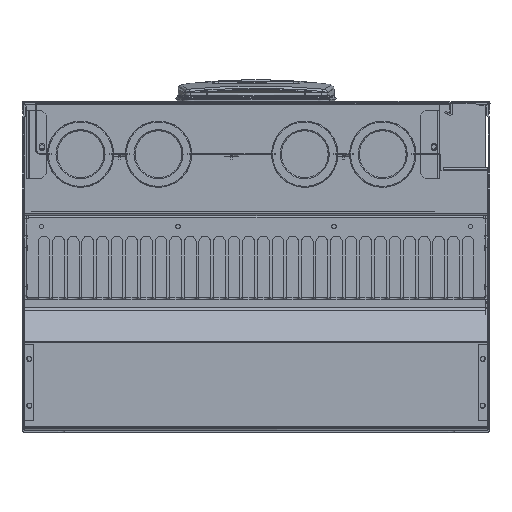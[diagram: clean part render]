
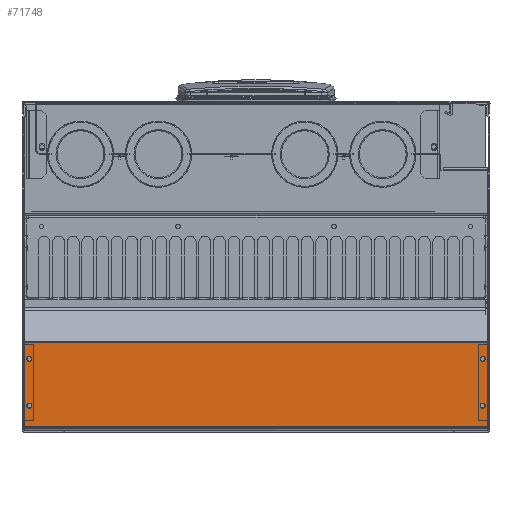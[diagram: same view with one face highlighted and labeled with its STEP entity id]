
A CAD part, front view. The second image highlights one B-rep face of the part: STEP entity #71748.
In plain terms, the highlighted planar face has unit normal (0, -1, 0).
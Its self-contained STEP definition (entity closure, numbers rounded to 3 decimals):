
#8641=DIRECTION('',(0.,0.,1.));
#8642=VECTOR('',#8641,86.531);
#8643=CARTESIAN_POINT('',(215.069,-784.4,
-150.63));
#8644=LINE('',#8643,#8642);
#8980=DIRECTION('',(0.,0.,-1.));
#8981=VECTOR('',#8980,86.531);
#8982=CARTESIAN_POINT('',(-260.547,-784.4,
-64.099));
#8983=LINE('',#8982,#8981);
#28263=CARTESIAN_POINT('',(209.77,-784.4,
-81.));
#28264=DIRECTION('',(0.,-1.,0.));
#28265=DIRECTION('',(0.,0.,1.));
#28266=AXIS2_PLACEMENT_3D('',#28263,#28264,#28265);
#28271=CARTESIAN_POINT('',(209.77,-784.4,
-81.));
#28272=DIRECTION('',(0.,-1.,0.));
#28273=DIRECTION('',(-1.,0.,0.));
#28274=AXIS2_PLACEMENT_3D('',#28271,#28272,#28273);
#28279=CARTESIAN_POINT('',(209.77,-784.4,
-81.));
#28280=DIRECTION('',(0.,-1.,0.));
#28281=DIRECTION('',(0.,0.,-1.));
#28282=AXIS2_PLACEMENT_3D('',#28279,#28280,#28281);
#28287=CARTESIAN_POINT('',(209.77,-784.4,
-81.));
#28288=DIRECTION('',(0.,-1.,0.));
#28289=DIRECTION('',(1.,0.,0.));
#28290=AXIS2_PLACEMENT_3D('',#28287,#28288,#28289);
#28295=CARTESIAN_POINT('',(-255.23,-784.4,
-81.));
#28296=DIRECTION('',(0.,-1.,0.));
#28297=DIRECTION('',(0.,0.,1.));
#28298=AXIS2_PLACEMENT_3D('',#28295,#28296,#28297);
#28303=CARTESIAN_POINT('',(-255.23,-784.4,
-81.));
#28304=DIRECTION('',(0.,-1.,0.));
#28305=DIRECTION('',(-1.,0.,0.));
#28306=AXIS2_PLACEMENT_3D('',#28303,#28304,#28305);
#28311=CARTESIAN_POINT('',(-255.23,-784.4,
-81.));
#28312=DIRECTION('',(0.,-1.,0.));
#28313=DIRECTION('',(0.,0.,-1.));
#28314=AXIS2_PLACEMENT_3D('',#28311,#28312,#28313);
#28319=CARTESIAN_POINT('',(-255.23,-784.4,
-81.));
#28320=DIRECTION('',(0.,-1.,0.));
#28321=DIRECTION('',(1.,0.,0.));
#28322=AXIS2_PLACEMENT_3D('',#28319,#28320,#28321);
#28327=CARTESIAN_POINT('',(-255.23,-784.4,
-129.));
#28328=DIRECTION('',(0.,-1.,0.));
#28329=DIRECTION('',(0.,0.,1.));
#28330=AXIS2_PLACEMENT_3D('',#28327,#28328,#28329);
#28335=CARTESIAN_POINT('',(-255.23,-784.4,
-129.));
#28336=DIRECTION('',(0.,-1.,0.));
#28337=DIRECTION('',(-1.,0.,0.));
#28338=AXIS2_PLACEMENT_3D('',#28335,#28336,#28337);
#28343=CARTESIAN_POINT('',(-255.23,-784.4,
-129.));
#28344=DIRECTION('',(0.,-1.,0.));
#28345=DIRECTION('',(0.,0.,-1.));
#28346=AXIS2_PLACEMENT_3D('',#28343,#28344,#28345);
#28351=CARTESIAN_POINT('',(-255.23,-784.4,
-129.));
#28352=DIRECTION('',(0.,-1.,0.));
#28353=DIRECTION('',(1.,0.,0.));
#28354=AXIS2_PLACEMENT_3D('',#28351,#28352,#28353);
#28359=CARTESIAN_POINT('',(209.77,-784.4,
-129.));
#28360=DIRECTION('',(0.,-1.,0.));
#28361=DIRECTION('',(0.,0.,1.));
#28362=AXIS2_PLACEMENT_3D('',#28359,#28360,#28361);
#28367=CARTESIAN_POINT('',(209.77,-784.4,
-129.));
#28368=DIRECTION('',(0.,-1.,0.));
#28369=DIRECTION('',(-1.,0.,0.));
#28370=AXIS2_PLACEMENT_3D('',#28367,#28368,#28369);
#28375=CARTESIAN_POINT('',(209.77,-784.4,
-129.));
#28376=DIRECTION('',(0.,-1.,0.));
#28377=DIRECTION('',(0.,0.,-1.));
#28378=AXIS2_PLACEMENT_3D('',#28375,#28376,#28377);
#28383=CARTESIAN_POINT('',(209.77,-784.4,
-129.));
#28384=DIRECTION('',(0.,-1.,0.));
#28385=DIRECTION('',(1.,0.,0.));
#28386=AXIS2_PLACEMENT_3D('',#28383,#28384,#28385);
#28391=DIRECTION('',(1.,0.,0.));
#28392=VECTOR('',#28391,475.624);
#28393=CARTESIAN_POINT('',(-260.554,-784.4,
-150.63));
#28394=LINE('',#28393,#28392);
#28412=DIRECTION('',(-1.,0.,0.));
#28413=VECTOR('',#28412,475.616);
#28414=CARTESIAN_POINT('',(215.069,-784.4,
-64.099));
#28415=LINE('',#28414,#28413);
#46809=CARTESIAN_POINT('',(215.069,-784.4,
-150.63));
#46810=VERTEX_POINT('',#46809);
#46811=CARTESIAN_POINT('',(215.069,-784.4,
-64.099));
#46812=VERTEX_POINT('',#46811);
#46897=CARTESIAN_POINT('',(-260.531,-784.4,
-64.099));
#46898=VERTEX_POINT('',#46897);
#46899=CARTESIAN_POINT('',(-260.554,-784.4,
-150.63));
#46900=VERTEX_POINT('',#46899);
#50885=CARTESIAN_POINT('',(-255.23,-784.4,
-131.6));
#50886=VERTEX_POINT('',#50885);
#50887=CARTESIAN_POINT('',(-257.83,-784.4,
-129.));
#50888=VERTEX_POINT('',#50887);
#50889=CARTESIAN_POINT('',(-255.23,-784.4,
-126.4));
#50890=VERTEX_POINT('',#50889);
#50891=CARTESIAN_POINT('',(-252.63,-784.4,
-129.));
#50892=VERTEX_POINT('',#50891);
#50893=CARTESIAN_POINT('',(209.77,-784.4,
-78.4));
#50894=CARTESIAN_POINT('',(207.17,-784.4,
-81.));
#50895=VERTEX_POINT('',#50893);
#50896=VERTEX_POINT('',#50894);
#50897=CARTESIAN_POINT('',(209.77,-784.4,
-83.6));
#50898=VERTEX_POINT('',#50897);
#50899=CARTESIAN_POINT('',(212.37,-784.4,
-81.));
#50900=VERTEX_POINT('',#50899);
#50901=CARTESIAN_POINT('',(-255.23,-784.4,
-78.4));
#50902=CARTESIAN_POINT('',(-257.83,-784.4,
-81.));
#50903=VERTEX_POINT('',#50901);
#50904=VERTEX_POINT('',#50902);
#50905=CARTESIAN_POINT('',(-255.23,-784.4,
-83.6));
#50906=VERTEX_POINT('',#50905);
#50907=CARTESIAN_POINT('',(-252.63,-784.4,
-81.));
#50908=VERTEX_POINT('',#50907);
#50909=CARTESIAN_POINT('',(209.77,-784.4,
-126.4));
#50910=CARTESIAN_POINT('',(207.17,-784.4,
-129.));
#50911=VERTEX_POINT('',#50909);
#50912=VERTEX_POINT('',#50910);
#50913=CARTESIAN_POINT('',(209.77,-784.4,
-131.6));
#50914=VERTEX_POINT('',#50913);
#50915=CARTESIAN_POINT('',(212.37,-784.4,
-129.));
#50916=VERTEX_POINT('',#50915);
#71699=CARTESIAN_POINT('',(215.069,-784.4,
-150.63));
#71700=DIRECTION('',(0.,-1.,0.));
#71701=DIRECTION('',(0.,0.,1.));
#71702=AXIS2_PLACEMENT_3D('',#71699,#71700,#71701);
#71703=PLANE('',#71702);
#71704=ORIENTED_EDGE('',*,*,#56674,.F.);
#71706=ORIENTED_EDGE('',*,*,#71705,.F.);
#71707=ORIENTED_EDGE('',*,*,#56853,.F.);
#71709=ORIENTED_EDGE('',*,*,#71708,.F.);
#71710=EDGE_LOOP('',(#71704,#71706,#71707,#71709));
#71711=FACE_OUTER_BOUND('',#71710,.F.);
#71713=ORIENTED_EDGE('',*,*,#71712,.T.);
#71715=ORIENTED_EDGE('',*,*,#71714,.T.);
#71717=ORIENTED_EDGE('',*,*,#71716,.T.);
#71719=ORIENTED_EDGE('',*,*,#71718,.T.);
#71720=EDGE_LOOP('',(#71713,#71715,#71717,#71719));
#71721=FACE_BOUND('',#71720,.F.);
#71723=ORIENTED_EDGE('',*,*,#71722,.T.);
#71725=ORIENTED_EDGE('',*,*,#71724,.T.);
#71727=ORIENTED_EDGE('',*,*,#71726,.T.);
#71729=ORIENTED_EDGE('',*,*,#71728,.T.);
#71730=EDGE_LOOP('',(#71723,#71725,#71727,#71729));
#71731=FACE_BOUND('',#71730,.F.);
#71732=ORIENTED_EDGE('',*,*,#71676,.T.);
#71733=ORIENTED_EDGE('',*,*,#71674,.T.);
#71734=ORIENTED_EDGE('',*,*,#71693,.T.);
#71735=ORIENTED_EDGE('',*,*,#71691,.T.);
#71736=EDGE_LOOP('',(#71732,#71733,#71734,#71735));
#71737=FACE_BOUND('',#71736,.F.);
#71739=ORIENTED_EDGE('',*,*,#71738,.T.);
#71741=ORIENTED_EDGE('',*,*,#71740,.T.);
#71743=ORIENTED_EDGE('',*,*,#71742,.T.);
#71745=ORIENTED_EDGE('',*,*,#71744,.T.);
#71746=EDGE_LOOP('',(#71739,#71741,#71743,#71745));
#71747=FACE_BOUND('',#71746,.F.);
#71748=ADVANCED_FACE('',(#71711,#71721,#71731,#71737,#71747),#71703,.T.);
#28267=CIRCLE('',#28266,2.6);
#28275=CIRCLE('',#28274,2.6);
#28283=CIRCLE('',#28282,2.6);
#28291=CIRCLE('',#28290,2.6);
#28299=CIRCLE('',#28298,2.6);
#28307=CIRCLE('',#28306,2.6);
#28315=CIRCLE('',#28314,2.6);
#28323=CIRCLE('',#28322,2.6);
#28331=CIRCLE('',#28330,2.6);
#28339=CIRCLE('',#28338,2.6);
#28347=CIRCLE('',#28346,2.6);
#28355=CIRCLE('',#28354,2.6);
#28363=CIRCLE('',#28362,2.6);
#28371=CIRCLE('',#28370,2.6);
#28379=CIRCLE('',#28378,2.6);
#28387=CIRCLE('',#28386,2.6);
#56674=EDGE_CURVE('',#46810,#46812,#8644,.T.);
#56853=EDGE_CURVE('',#46898,#46900,#8983,.T.);
#71674=EDGE_CURVE('',#50888,#50886,#28339,.T.);
#71676=EDGE_CURVE('',#50890,#50888,#28331,.T.);
#71691=EDGE_CURVE('',#50892,#50890,#28355,.T.);
#71693=EDGE_CURVE('',#50886,#50892,#28347,.T.);
#71705=EDGE_CURVE('',#46900,#46810,#28394,.T.);
#71708=EDGE_CURVE('',#46812,#46898,#28415,.T.);
#71712=EDGE_CURVE('',#50895,#50896,#28267,.T.);
#71714=EDGE_CURVE('',#50896,#50898,#28275,.T.);
#71716=EDGE_CURVE('',#50898,#50900,#28283,.T.);
#71718=EDGE_CURVE('',#50900,#50895,#28291,.T.);
#71722=EDGE_CURVE('',#50903,#50904,#28299,.T.);
#71724=EDGE_CURVE('',#50904,#50906,#28307,.T.);
#71726=EDGE_CURVE('',#50906,#50908,#28315,.T.);
#71728=EDGE_CURVE('',#50908,#50903,#28323,.T.);
#71738=EDGE_CURVE('',#50911,#50912,#28363,.T.);
#71740=EDGE_CURVE('',#50912,#50914,#28371,.T.);
#71742=EDGE_CURVE('',#50914,#50916,#28379,.T.);
#71744=EDGE_CURVE('',#50916,#50911,#28387,.T.);
